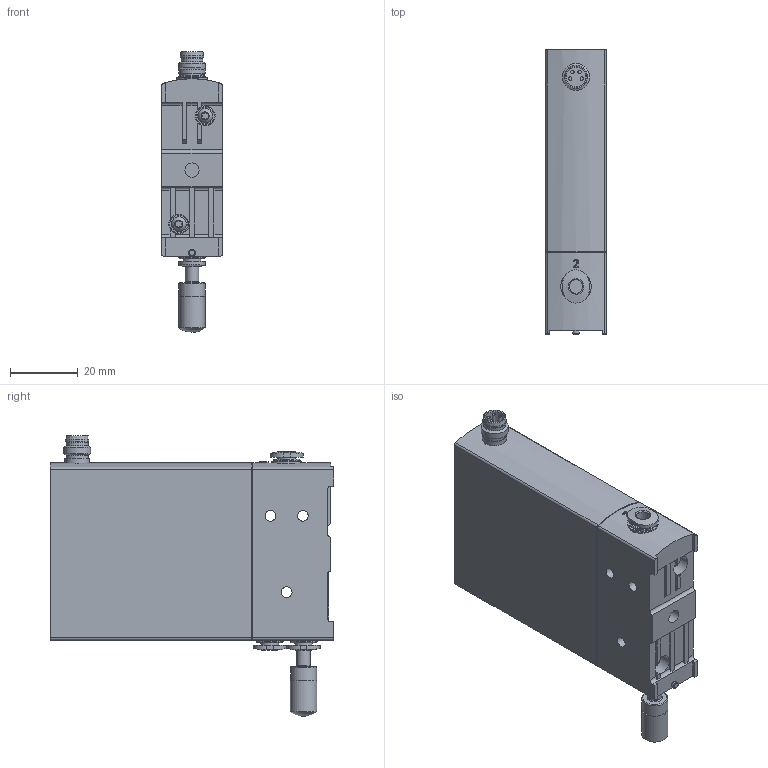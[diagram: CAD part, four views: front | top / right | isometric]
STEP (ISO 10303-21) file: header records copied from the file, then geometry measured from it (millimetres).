
FILE_DESCRIPTION(/* description */ ('STEP AP214'),/* implementation_level */ '2;1');
FILE_NAME(/* name */ '8046307_VEAB-L-26-D14-Q4-V1-1R1',/* time_stamp */ '2024-09-16T11:20:32+02:00',/* author */ ('License CC BY-ND 4.0'),/* organization */ ('CADENAS'),/* preprocessor_version */ 'ST-DEVELOPER v19.3',/* originating_system */ 'PARTsolutions',/* authorisation */ ' ');
FILE_SCHEMA (('AUTOMOTIVE_DESIGN {1 0 10303 214 3 1 1}'));
Length unit declared in the file: millimetre
Products named in the file (3): 8046307 VEAB-L-26-D14-Q4-V1-1R1; 8046307 VEAB-L-26-D14-Q4-V1-1R1---P; 165006 UC-QS-4H
Assembly tree (2 placements, depth 2):
  8046307 VEAB-L-26-D14-Q4-V1-1R1
    8046307 VEAB-L-26-D14-Q4-V1-1R1---P
    165006 UC-QS-4H
Bounding box: 18 x 84 x 83.02 mm (x, y, z)
Volume: 76902.2 mm3; surface area: 16400 mm2
Topology: 2 solids, 2 shells, 245 faces, 604 edges, 394 vertices
Faces by surface type: plane 128, cylinder 94, cone 13, torus 7, sphere 3
Full cylindrical faces by diameter (mm): 1 x4, 2 x2, 2.5 x1, 3.2 x3, 3.3 x1, 4 x4, 4.2 x1, 5.2 x3, 5.5 x2, 5.8 x1, 5.9 x2, 6.5 x2, 6.9 x1, 7.2 x1, 7.7 x1, 7.8 x1, 8 x4, 9 x1
Entity records: 8694 total; most frequent: CARTESIAN_POINT 1256, DIRECTION 1245, ORIENTED_EDGE 1056, EDGE_CURVE 528, AXIS2_PLACEMENT_3D 491, VERTEX_POINT 376, EDGE_LOOP 340, FACE_BOUND 340
